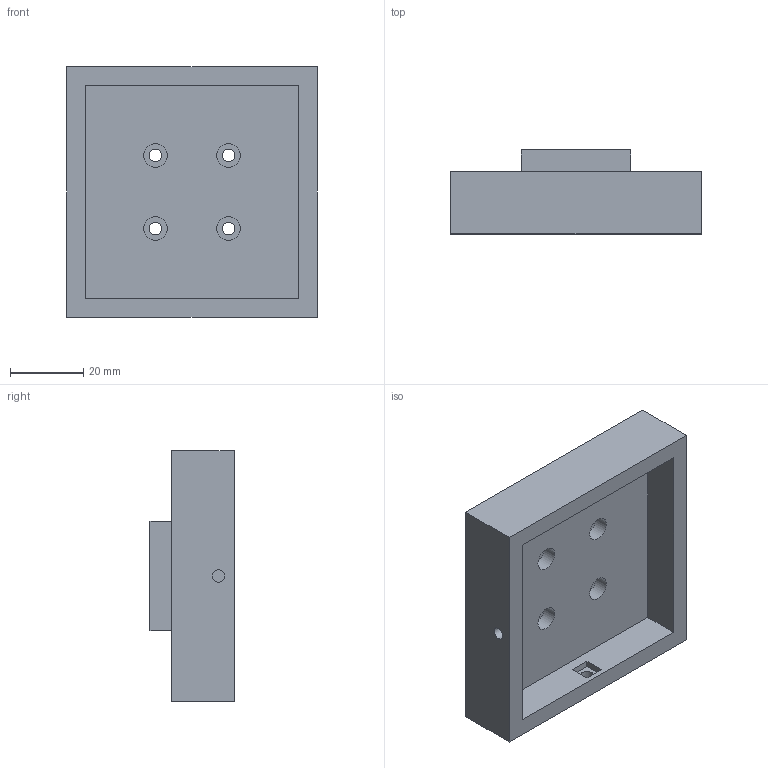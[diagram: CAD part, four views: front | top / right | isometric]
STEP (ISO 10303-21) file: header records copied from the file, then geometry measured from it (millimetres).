
FILE_DESCRIPTION(/* description */ ('STEP AP242','CAx-IF Rec.Pracs.---Representation and Presentation of Product Manufacturing Information (PMI)---4.0---2014-10-13','CAx-IF Rec.Pracs.---3D Tessellated Geometry---0.4---2014-09-14','2;1'),/* implementation_level */ '2;1');
FILE_NAME(/* name */ '67b77068cbf8596e498a828e',/* time_stamp */ '2025-02-20T18:11:52Z',/* author */ (''),/* organization */ (''),/* preprocessor_version */ 'ST-DEVELOPER v20',/* originating_system */ 'ONSHAPE BY PTC INC, 1.193',/* authorisation */ ' ');
FILE_SCHEMA (('AP242_MANAGED_MODEL_BASED_3D_ENGINEERING_MIM_LF { 1 0 10303 442 1 1 4 }'));
Length unit declared in the file: metre
Products named in the file (1): Part 1
Bounding box: 68.5 x 23 x 68.5 mm (x, y, z)
Volume: 49899.5 mm3; surface area: 17860.1 mm2
Topology: 1 solids, 1 shells, 40 faces, 94 edges, 64 vertices
Faces by surface type: plane 30, cylinder 10
Full cylindrical faces by diameter (mm): 3.4 x2, 3.5 x4, 6.5 x4
Entity records: 1110 total; most frequent: DIRECTION 182, CARTESIAN_POINT 181, ORIENTED_EDGE 160, EDGE_CURVE 80, EDGE_LOOP 70, FACE_BOUND 70, AXIS2_PLACEMENT_3D 61, VERTEX_POINT 60
